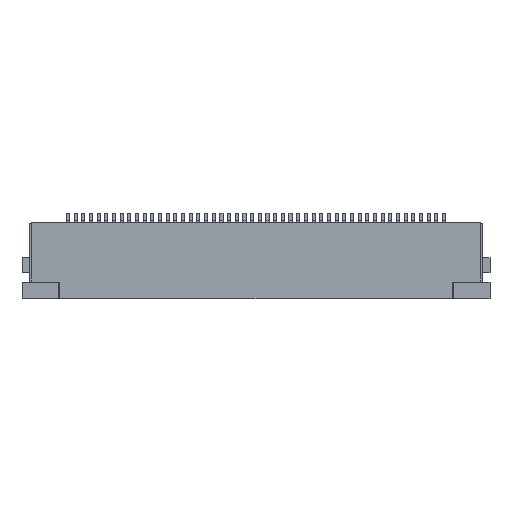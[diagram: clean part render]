
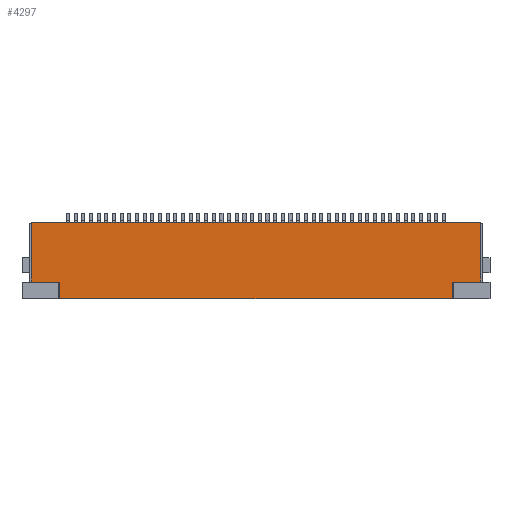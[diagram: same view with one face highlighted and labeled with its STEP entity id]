
A CAD part, top view. The second image highlights one B-rep face of the part: STEP entity #4297.
In plain terms, the highlighted planar face has unit normal (0, 0, 1).
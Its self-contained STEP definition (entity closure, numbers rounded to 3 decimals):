
#1784 = VERTEX_POINT('',#1785);
#1785 = CARTESIAN_POINT('',(-12.8,-1.66,2.05));
#1791 = EDGE_CURVE('',#1792,#1784,#1794,.T.);
#1792 = VERTEX_POINT('',#1793);
#1793 = CARTESIAN_POINT('',(-14.65,-1.66,2.05));
#1794 = LINE('',#1795,#1796);
#1795 = CARTESIAN_POINT('',(-14.65,-1.66,2.05));
#1796 = VECTOR('',#1797,1.);
#1797 = DIRECTION('',(1.,0.,0.));
#1935 = VERTEX_POINT('',#1936);
#1936 = CARTESIAN_POINT('',(14.65,-1.66,2.05));
#1945 = EDGE_CURVE('',#1946,#1935,#1948,.T.);
#1946 = VERTEX_POINT('',#1947);
#1947 = CARTESIAN_POINT('',(12.8,-1.66,2.05));
#1948 = LINE('',#1949,#1950);
#1949 = CARTESIAN_POINT('',(12.8,-1.66,2.05));
#1950 = VECTOR('',#1951,1.);
#1951 = DIRECTION('',(1.,0.,0.));
#4165 = VERTEX_POINT('',#4166);
#4166 = CARTESIAN_POINT('',(14.65,2.24,2.05));
#4172 = EDGE_CURVE('',#4165,#4173,#4175,.T.);
#4173 = VERTEX_POINT('',#4174);
#4174 = CARTESIAN_POINT('',(-14.65,2.24,2.05));
#4175 = LINE('',#4176,#4177);
#4176 = CARTESIAN_POINT('',(14.65,2.24,2.05));
#4177 = VECTOR('',#4178,1.);
#4178 = DIRECTION('',(-1.,0.,0.));
#4285 = EDGE_CURVE('',#1935,#4165,#4286,.T.);
#4286 = LINE('',#4287,#4288);
#4287 = CARTESIAN_POINT('',(14.65,-1.66,2.05));
#4288 = VECTOR('',#4289,1.);
#4289 = DIRECTION('',(0.,1.,0.));
#4297 = ADVANCED_FACE('',(#4298),#4332,.T.);
#4298 = FACE_BOUND('',#4299,.F.);
#4299 = EDGE_LOOP('',(#4300,#4301,#4309,#4317,#4323,#4324,#4330,#4331));
#4300 = ORIENTED_EDGE('',*,*,#1945,.F.);
#4301 = ORIENTED_EDGE('',*,*,#4302,.T.);
#4302 = EDGE_CURVE('',#1946,#4303,#4305,.T.);
#4303 = VERTEX_POINT('',#4304);
#4304 = CARTESIAN_POINT('',(12.8,-2.76,2.05));
#4305 = LINE('',#4306,#4307);
#4306 = CARTESIAN_POINT('',(12.8,-1.66,2.05));
#4307 = VECTOR('',#4308,1.);
#4308 = DIRECTION('',(0.,-1.,0.));
#4309 = ORIENTED_EDGE('',*,*,#4310,.T.);
#4310 = EDGE_CURVE('',#4303,#4311,#4313,.T.);
#4311 = VERTEX_POINT('',#4312);
#4312 = CARTESIAN_POINT('',(-12.8,-2.76,2.05));
#4313 = LINE('',#4314,#4315);
#4314 = CARTESIAN_POINT('',(12.8,-2.76,2.05));
#4315 = VECTOR('',#4316,1.);
#4316 = DIRECTION('',(-1.,0.,0.));
#4317 = ORIENTED_EDGE('',*,*,#4318,.T.);
#4318 = EDGE_CURVE('',#4311,#1784,#4319,.T.);
#4319 = LINE('',#4320,#4321);
#4320 = CARTESIAN_POINT('',(-12.8,-2.76,2.05));
#4321 = VECTOR('',#4322,1.);
#4322 = DIRECTION('',(0.,1.,0.));
#4323 = ORIENTED_EDGE('',*,*,#1791,.F.);
#4324 = ORIENTED_EDGE('',*,*,#4325,.T.);
#4325 = EDGE_CURVE('',#1792,#4173,#4326,.T.);
#4326 = LINE('',#4327,#4328);
#4327 = CARTESIAN_POINT('',(-14.65,-1.66,2.05));
#4328 = VECTOR('',#4329,1.);
#4329 = DIRECTION('',(0.,1.,0.));
#4330 = ORIENTED_EDGE('',*,*,#4172,.F.);
#4331 = ORIENTED_EDGE('',*,*,#4285,.F.);
#4332 = PLANE('',#4333);
#4333 = AXIS2_PLACEMENT_3D('',#4334,#4335,#4336);
#4334 = CARTESIAN_POINT('',(0.,-0.26,2.05));
#4335 = DIRECTION('',(0.,0.,1.));
#4336 = DIRECTION('',(1.,0.,0.));
